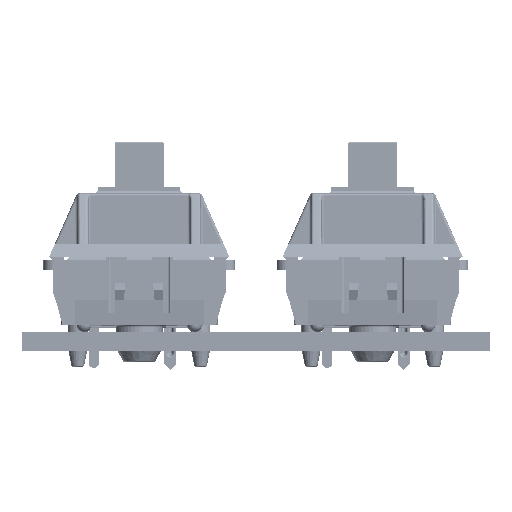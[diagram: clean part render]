
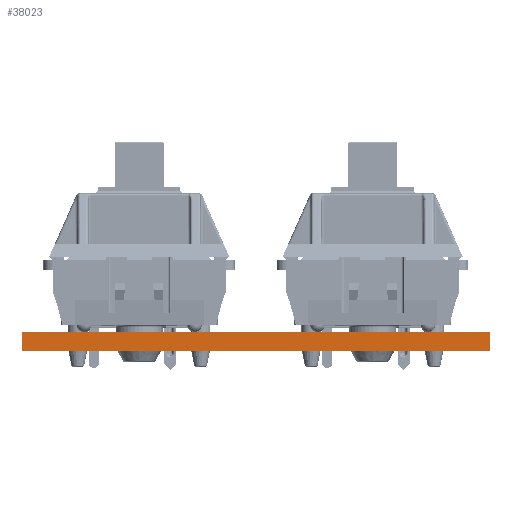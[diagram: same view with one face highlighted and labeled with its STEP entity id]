
A CAD part, front view. The second image highlights one B-rep face of the part: STEP entity #38023.
In plain terms, the highlighted planar face has unit normal (0.003, -1, 0).
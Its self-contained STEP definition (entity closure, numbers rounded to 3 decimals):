
#37967 = VERTEX_POINT('',#37968);
#37968 = CARTESIAN_POINT('',(153.797,-135.763,1.51));
#37974 = EDGE_CURVE('',#37975,#37967,#37977,.T.);
#37975 = VERTEX_POINT('',#37976);
#37976 = CARTESIAN_POINT('',(153.797,-135.763,0.));
#37977 = LINE('',#37978,#37979);
#37978 = CARTESIAN_POINT('',(153.797,-135.763,0.));
#37979 = VECTOR('',#37980,1.);
#37980 = DIRECTION('',(0.,0.,1.));
#38023 = ADVANCED_FACE('',(#38024),#38049,.T.);
#38024 = FACE_BOUND('',#38025,.T.);
#38025 = EDGE_LOOP('',(#38026,#38027,#38035,#38043));
#38026 = ORIENTED_EDGE('',*,*,#37974,.T.);
#38027 = ORIENTED_EDGE('',*,*,#38028,.T.);
#38028 = EDGE_CURVE('',#37967,#38029,#38031,.T.);
#38029 = VERTEX_POINT('',#38030);
#38030 = CARTESIAN_POINT('',(115.697,-135.89,1.51));
#38031 = LINE('',#38032,#38033);
#38032 = CARTESIAN_POINT('',(153.797,-135.763,1.51));
#38033 = VECTOR('',#38034,1.);
#38034 = DIRECTION('',(-1.,-0.003,0.));
#38035 = ORIENTED_EDGE('',*,*,#38036,.F.);
#38036 = EDGE_CURVE('',#38037,#38029,#38039,.T.);
#38037 = VERTEX_POINT('',#38038);
#38038 = CARTESIAN_POINT('',(115.697,-135.89,0.));
#38039 = LINE('',#38040,#38041);
#38040 = CARTESIAN_POINT('',(115.697,-135.89,0.));
#38041 = VECTOR('',#38042,1.);
#38042 = DIRECTION('',(0.,0.,1.));
#38043 = ORIENTED_EDGE('',*,*,#38044,.F.);
#38044 = EDGE_CURVE('',#37975,#38037,#38045,.T.);
#38045 = LINE('',#38046,#38047);
#38046 = CARTESIAN_POINT('',(153.797,-135.763,0.));
#38047 = VECTOR('',#38048,1.);
#38048 = DIRECTION('',(-1.,-0.003,0.));
#38049 = PLANE('',#38050);
#38050 = AXIS2_PLACEMENT_3D('',#38051,#38052,#38053);
#38051 = CARTESIAN_POINT('',(153.797,-135.763,0.));
#38052 = DIRECTION('',(0.003,-1.,0.));
#38053 = DIRECTION('',(-1.,-0.003,0.));
